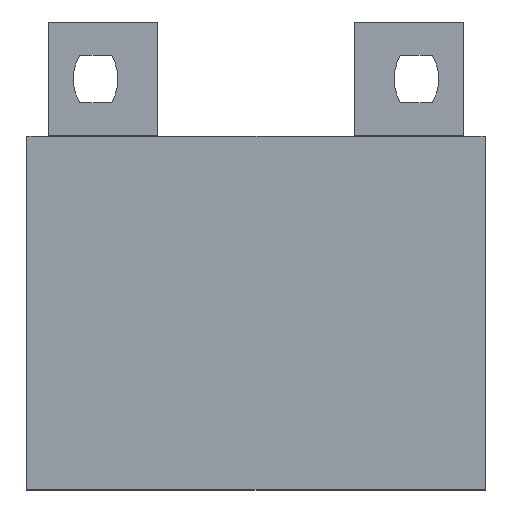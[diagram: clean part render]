
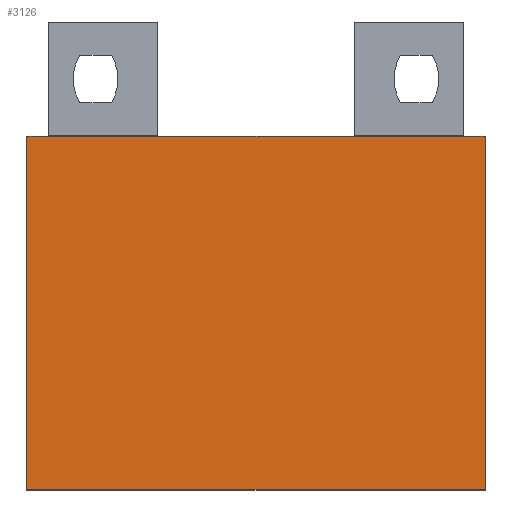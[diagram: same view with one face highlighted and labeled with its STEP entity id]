
A CAD part, top view. The second image highlights one B-rep face of the part: STEP entity #3126.
In plain terms, the highlighted planar face has unit normal (0, 0, 1).
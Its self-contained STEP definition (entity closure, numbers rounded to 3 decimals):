
#67 = DIRECTION ( 'NONE',  ( -1., 0., 0. ) ) ;
#77 = PLANE ( 'NONE',  #3388 ) ;
#80 = CARTESIAN_POINT ( 'NONE',  ( 0., 0., 30.5 ) ) ;
#106 = DIRECTION ( 'NONE',  ( 0., 0., -1. ) ) ;
#185 = VERTEX_POINT ( 'NONE', #3455 ) ;
#209 = LINE ( 'NONE', #1432, #3311 ) ;
#301 = ORIENTED_EDGE ( 'NONE', *, *, #1335, .T. ) ;
#434 = LINE ( 'NONE', #2434, #2291 ) ;
#459 = DIRECTION ( 'NONE',  ( -1., 0., 0. ) ) ;
#481 = VECTOR ( 'NONE', #2123, 1000. ) ;
#527 = VECTOR ( 'NONE', #1254, 1000. ) ;
#618 = CARTESIAN_POINT ( 'NONE',  ( 2.75, 45.3, 30.5 ) ) ;
#693 = CARTESIAN_POINT ( 'NONE',  ( 58.7, 0., 30.5 ) ) ;
#705 = VECTOR ( 'NONE', #3384, 1000. ) ;
#756 = ORIENTED_EDGE ( 'NONE', *, *, #3446, .T. ) ;
#848 = CARTESIAN_POINT ( 'NONE',  ( 41.95, 45.3, 30.5 ) ) ;
#865 = CARTESIAN_POINT ( 'NONE',  ( 0., 0., 30.5 ) ) ;
#918 = LINE ( 'NONE', #2402, #527 ) ;
#972 = DIRECTION ( 'NONE',  ( -1., 0., 0. ) ) ;
#1181 = VERTEX_POINT ( 'NONE', #2654 ) ;
#1218 = CARTESIAN_POINT ( 'NONE',  ( 0., 0., 30.5 ) ) ;
#1254 = DIRECTION ( 'NONE',  ( -1., 0., 0. ) ) ;
#1269 = VERTEX_POINT ( 'NONE', #1508 ) ;
#1335 = EDGE_CURVE ( 'NONE', #1181, #3631, #3480, .T. ) ;
#1389 = EDGE_CURVE ( 'NONE', #3065, #3051, #434, .T. ) ;
#1432 = CARTESIAN_POINT ( 'NONE',  ( 0., 45.3, 30.5 ) ) ;
#1482 = LINE ( 'NONE', #2448, #2881 ) ;
#1508 = CARTESIAN_POINT ( 'NONE',  ( 55.95, 45.3, 30.5 ) ) ;
#1709 = ORIENTED_EDGE ( 'NONE', *, *, #2623, .T. ) ;
#1725 = CARTESIAN_POINT ( 'NONE',  ( 16.75, 45.3, 30.5 ) ) ;
#1960 = VECTOR ( 'NONE', #2917, 1000. ) ;
#2123 = DIRECTION ( 'NONE',  ( 0., -1., 0. ) ) ;
#2145 = FACE_OUTER_BOUND ( 'NONE', #3013, .T. ) ;
#2240 = LINE ( 'NONE', #3212, #705 ) ;
#2251 = ORIENTED_EDGE ( 'NONE', *, *, #2958, .T. ) ;
#2291 = VECTOR ( 'NONE', #972, 1000. ) ;
#2325 = DIRECTION ( 'NONE',  ( -1., 0., 0. ) ) ;
#2335 = ORIENTED_EDGE ( 'NONE', *, *, #2497, .T. ) ;
#2383 = ORIENTED_EDGE ( 'NONE', *, *, #3137, .T. ) ;
#2398 = CARTESIAN_POINT ( 'NONE',  ( 0., 0., 30.5 ) ) ;
#2402 = CARTESIAN_POINT ( 'NONE',  ( 0., 45.3, 30.5 ) ) ;
#2405 = CARTESIAN_POINT ( 'NONE',  ( 58.7, 0., 30.5 ) ) ;
#2434 = CARTESIAN_POINT ( 'NONE',  ( 0., 45.3, 30.5 ) ) ;
#2448 = CARTESIAN_POINT ( 'NONE',  ( 0., 45.3, 30.5 ) ) ;
#2497 = EDGE_CURVE ( 'NONE', #3631, #3197, #3234, .T. ) ;
#2547 = ORIENTED_EDGE ( 'NONE', *, *, #1389, .T. ) ;
#2549 = LINE ( 'NONE', #2405, #2705 ) ;
#2619 = EDGE_CURVE ( 'NONE', #185, #1269, #1482, .T. ) ;
#2623 = EDGE_CURVE ( 'NONE', #3051, #1181, #2240, .T. ) ;
#2654 = CARTESIAN_POINT ( 'NONE',  ( 0., 45.3, 30.5 ) ) ;
#2705 = VECTOR ( 'NONE', #3230, 1000. ) ;
#2801 = ORIENTED_EDGE ( 'NONE', *, *, #2619, .T. ) ;
#2881 = VECTOR ( 'NONE', #459, 1000. ) ;
#2917 = DIRECTION ( 'NONE',  ( 1., 0., 0. ) ) ;
#2958 = EDGE_CURVE ( 'NONE', #1269, #3482, #209, .T. ) ;
#3013 = EDGE_LOOP ( 'NONE', ( #301, #2335, #756, #2801, #2251, #2383, #2547, #1709 ) ) ;
#3051 = VERTEX_POINT ( 'NONE', #618 ) ;
#3065 = VERTEX_POINT ( 'NONE', #1725 ) ;
#3126 = ADVANCED_FACE ( 'NONE', ( #2145 ), #77, .F. ) ;
#3137 = EDGE_CURVE ( 'NONE', #3482, #3065, #918, .T. ) ;
#3197 = VERTEX_POINT ( 'NONE', #693 ) ;
#3212 = CARTESIAN_POINT ( 'NONE',  ( 0., 45.3, 30.5 ) ) ;
#3230 = DIRECTION ( 'NONE',  ( 0., 1., 0. ) ) ;
#3234 = LINE ( 'NONE', #80, #1960 ) ;
#3311 = VECTOR ( 'NONE', #2325, 1000. ) ;
#3384 = DIRECTION ( 'NONE',  ( -1., 0., 0. ) ) ;
#3388 = AXIS2_PLACEMENT_3D ( 'NONE', #1218, #106, #67 ) ;
#3446 = EDGE_CURVE ( 'NONE', #3197, #185, #2549, .T. ) ;
#3455 = CARTESIAN_POINT ( 'NONE',  ( 58.7, 45.3, 30.5 ) ) ;
#3480 = LINE ( 'NONE', #2398, #481 ) ;
#3482 = VERTEX_POINT ( 'NONE', #848 ) ;
#3631 = VERTEX_POINT ( 'NONE', #865 ) ;
